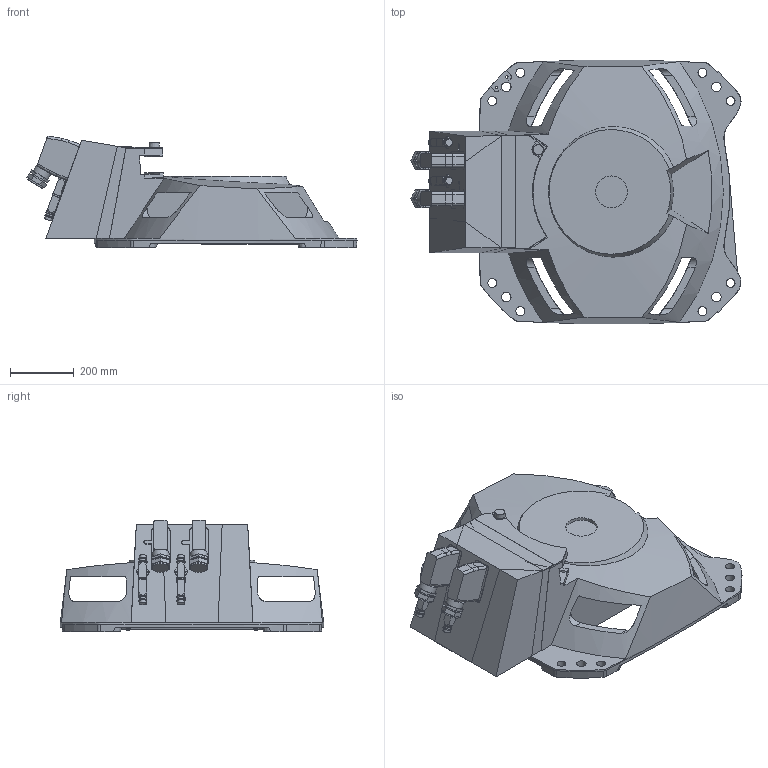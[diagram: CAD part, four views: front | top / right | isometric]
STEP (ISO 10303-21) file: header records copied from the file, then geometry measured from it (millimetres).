
FILE_DESCRIPTION(/* description */ (''),/* implementation_level */ '2;1');
FILE_NAME(/* name */ 'KR 210 Base_ipt_fa86641a.STEP',/* time_stamp */ '2017-12-21T04:39:57-05:00',/* author */ ('Jerrar'),/* organization */ (''),/* preprocessor_version */ 'ST-DEVELOPER v16.13',/* originating_system */ 'Autodesk Inventor 2018',/* authorisation */ '');
FILE_SCHEMA (('AUTOMOTIVE_DESIGN { 1 0 10303 214 3 1 1 }'));
Length unit declared in the file: millimetre
Products named in the file (1): KR 210 Base
Bounding box: 1036.99 x 828.07 x 351.71 mm (x, y, z)
Volume: 95301574 mm3; surface area: 3136840.6 mm2
Topology: 3 solids, 3 shells, 573 faces, 1527 edges, 1000 vertices
Faces by surface type: plane 343, cylinder 119, bspline 56, cone 55
Full cylindrical faces by diameter (mm): 3.3 x4, 8 x2, 10 x4, 14 x4, 23 x8, 28 x8, 30 x4, 46.5 x2, 53 x2, 54 x2, 100 x1
Entity records: 20909 total; most frequent: CARTESIAN_POINT 6518, ORIENTED_EDGE 2900, DIRECTION 2775, EDGE_CURVE 1450, AXIS2_PLACEMENT_3D 1020, VERTEX_POINT 969, LINE 735, VECTOR 735
